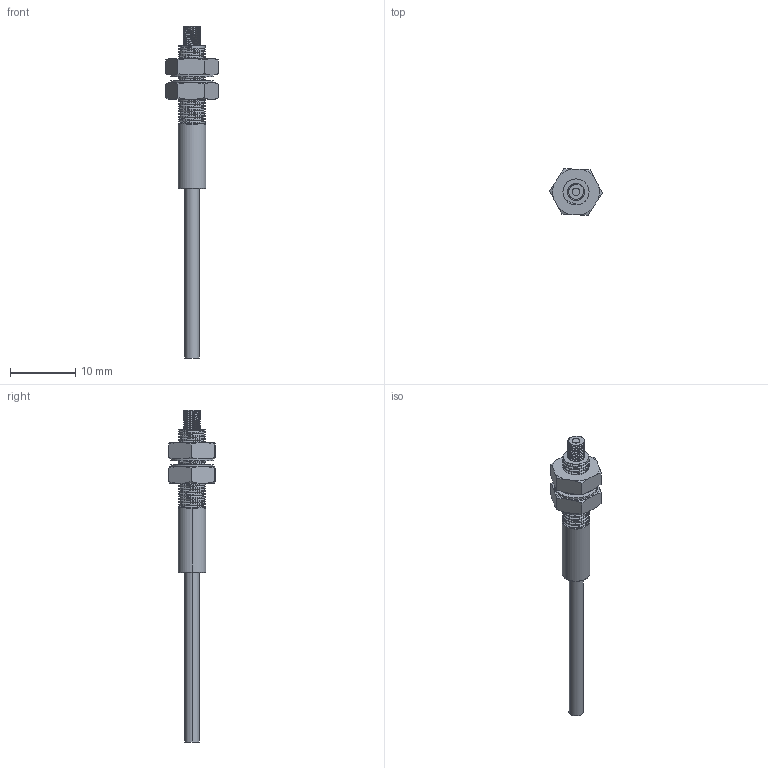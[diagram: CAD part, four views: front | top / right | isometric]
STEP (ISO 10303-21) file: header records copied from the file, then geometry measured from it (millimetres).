
FILE_DESCRIPTION (( 'STEP AP203' ), '1' );
FILE_NAME ('PT-H410E.420E.STEP', '2015-12-21T05:41:20', ( '' ), ( '' ), 'SwSTEP 2.0', 'SolidWorks 2013', '' );
FILE_SCHEMA (( 'CONFIG_CONTROL_DESIGN' ));
Length unit declared in the file: millimetre
Products named in the file (1): PT-H410E.420E
Bounding box: 8.08 x 7.15 x 51 mm (x, y, z)
Volume: 589 mm3; surface area: 936.2 mm2
Topology: 3 solids, 3 shells, 244 faces, 667 edges, 437 vertices
Faces by surface type: plane 107, cylinder 101, cone 28, torus 4, bspline 4
Entity records: 11007 total; most frequent: CARTESIAN_POINT 5293, ORIENTED_EDGE 1334, DIRECTION 1022, EDGE_CURVE 667, VERTEX_POINT 437, AXIS2_PLACEMENT_3D 344, VECTOR 334, LINE 334
